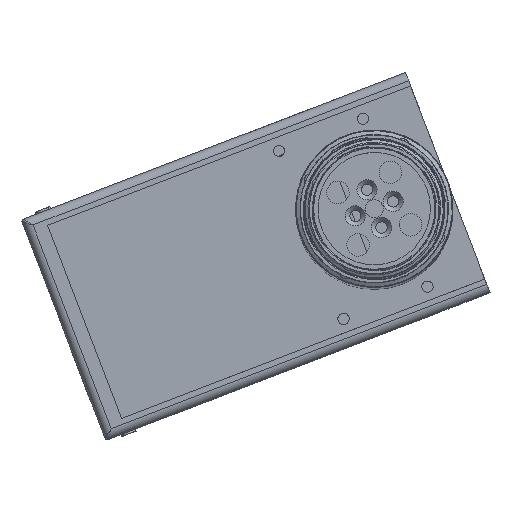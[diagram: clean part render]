
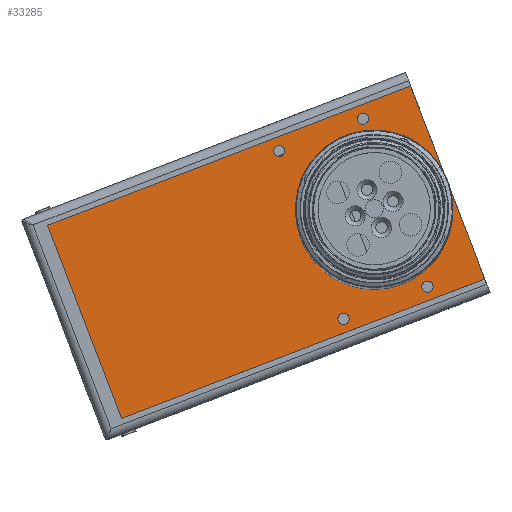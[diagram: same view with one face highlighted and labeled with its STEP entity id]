
A CAD part, top view. The second image highlights one B-rep face of the part: STEP entity #33285.
In plain terms, the highlighted face is planar.
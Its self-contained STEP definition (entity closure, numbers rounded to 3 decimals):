
#1208 = CIRCLE ( 'NONE', #27585, 35. ) ;
#1291 = VECTOR ( 'NONE', #43492, 1000. ) ;
#1299 = LINE ( 'NONE', #43491, #1291 ) ;
#1315 = LINE ( 'NONE', #43497, #1316 ) ;
#1316 = VECTOR ( 'NONE', #43498, 1000. ) ;
#1759 = LINE ( 'NONE', #44050, #1813 ) ;
#1766 = LINE ( 'NONE', #44058, #1826 ) ;
#1806 = CIRCLE ( 'NONE', #27792, 2.5 ) ;
#1812 = CIRCLE ( 'NONE', #27795, 2.5 ) ;
#1813 = VECTOR ( 'NONE', #44051, 1000. ) ;
#1814 = CIRCLE ( 'NONE', #27813, 2.5 ) ;
#1816 = LINE ( 'NONE', #44055, #1820 ) ;
#1820 = VECTOR ( 'NONE', #44056, 1000. ) ;
#1822 = CIRCLE ( 'NONE', #27810, 2.5 ) ;
#1826 = VECTOR ( 'NONE', #44059, 1000. ) ;
#1942 = PLANE ( 'NONE',  #13268 ) ;
#1945 = CARTESIAN_POINT ( 'NONE',  ( -35., 7., -46. ) ) ;
#1947 = DIRECTION ( 'NONE',  ( 0., 1., 0. ) ) ;
#1948 = DIRECTION ( 'NONE',  ( 0., 0., 1. ) ) ;
#2228 = CARTESIAN_POINT ( 'NONE',  ( 138., 7., 46. ) ) ;
#2230 = CARTESIAN_POINT ( 'NONE',  ( 138., 7., -46. ) ) ;
#3820 = CARTESIAN_POINT ( 'NONE',  ( -35., 7., 0. ) ) ;
#13268 = AXIS2_PLACEMENT_3D ( 'NONE', #1945, #1947, #1948 ) ;
#13804 = VERTEX_POINT ( 'NONE', #3820 ) ;
#13839 = VERTEX_POINT ( 'NONE', #35573 ) ;
#13848 = VERTEX_POINT ( 'NONE', #35582 ) ;
#16112 = VERTEX_POINT ( 'NONE', #2228 ) ;
#16113 = VERTEX_POINT ( 'NONE', #2230 ) ;
#27585 = AXIS2_PLACEMENT_3D ( 'NONE', #43140, #43200, #43201 ) ;
#27792 = AXIS2_PLACEMENT_3D ( 'NONE', #44038, #44039, #44040 ) ;
#27795 = AXIS2_PLACEMENT_3D ( 'NONE', #44044, #44046, #44047 ) ;
#27810 = AXIS2_PLACEMENT_3D ( 'NONE', #44052, #44053, #44054 ) ;
#27813 = AXIS2_PLACEMENT_3D ( 'NONE', #44041, #44048, #44049 ) ;
#33285 = ADVANCED_FACE ( 'NONE', ( #40650, #40648, #40658, #40660, #40655 ), #1942, .T. ) ;
#34859 = ORIENTED_EDGE ( 'NONE', *, *, #39267, .F. ) ;
#34860 = ORIENTED_EDGE ( 'NONE', *, *, #39258, .F. ) ;
#34861 = ORIENTED_EDGE ( 'NONE', *, *, #39263, .F. ) ;
#34862 = ORIENTED_EDGE ( 'NONE', *, *, #39261, .F. ) ;
#34863 = ORIENTED_EDGE ( 'NONE', *, *, #38678, .T. ) ;
#34864 = ORIENTED_EDGE ( 'NONE', *, *, #38527, .T. ) ;
#34865 = ORIENTED_EDGE ( 'NONE', *, *, #38686, .T. ) ;
#34866 = ORIENTED_EDGE ( 'NONE', *, *, #39265, .T. ) ;
#34867 = ORIENTED_EDGE ( 'NONE', *, *, #39270, .T. ) ;
#34868 = ORIENTED_EDGE ( 'NONE', *, *, #39268, .T. ) ;
#35016 = EDGE_LOOP ( 'NONE', ( #34859 ) ) ;
#35019 = EDGE_LOOP ( 'NONE', ( #34860 ) ) ;
#35020 = EDGE_LOOP ( 'NONE', ( #34861 ) ) ;
#35021 = EDGE_LOOP ( 'NONE', ( #34862 ) ) ;
#35022 = EDGE_LOOP ( 'NONE', ( #34863, #34864, #34865, #34866, #34867, #34868 ) ) ;
#35573 = CARTESIAN_POINT ( 'NONE',  ( -35., 7., -46. ) ) ;
#35582 = CARTESIAN_POINT ( 'NONE',  ( -35., 7., 46. ) ) ;
#38527 = EDGE_CURVE ( 'NONE', #13804, #13804, #1208, .T. ) ;
#38678 = EDGE_CURVE ( 'NONE', #13839, #13804, #1299, .T. ) ;
#38686 = EDGE_CURVE ( 'NONE', #13804, #13848, #1315, .T. ) ;
#39148 = VERTEX_POINT ( 'NONE', #39150 ) ;
#39150 = CARTESIAN_POINT ( 'NONE',  ( 30., 7., -37.5 ) ) ;
#39152 = VERTEX_POINT ( 'NONE', #39153 ) ;
#39153 = CARTESIAN_POINT ( 'NONE',  ( -10., 7., -37.5 ) ) ;
#39155 = VERTEX_POINT ( 'NONE', #39157 ) ;
#39157 = CARTESIAN_POINT ( 'NONE',  ( -10., 7., 42.5 ) ) ;
#39159 = VERTEX_POINT ( 'NONE', #39160 ) ;
#39160 = CARTESIAN_POINT ( 'NONE',  ( 30., 7., 42.5 ) ) ;
#39258 = EDGE_CURVE ( 'NONE', #39148, #39148, #1806, .T. ) ;
#39261 = EDGE_CURVE ( 'NONE', #39152, #39152, #1812, .T. ) ;
#39263 = EDGE_CURVE ( 'NONE', #39155, #39155, #1814, .T. ) ;
#39265 = EDGE_CURVE ( 'NONE', #13848, #16112, #1759, .T. ) ;
#39267 = EDGE_CURVE ( 'NONE', #39159, #39159, #1822, .T. ) ;
#39268 = EDGE_CURVE ( 'NONE', #16113, #13839, #1816, .T. ) ;
#39270 = EDGE_CURVE ( 'NONE', #16112, #16113, #1766, .T. ) ;
#40648 = FACE_BOUND ( 'NONE', #35019, .T. ) ;
#40650 = FACE_BOUND ( 'NONE', #35016, .T. ) ;
#40655 = FACE_OUTER_BOUND ( 'NONE', #35022, .T. ) ;
#40658 = FACE_BOUND ( 'NONE', #35020, .T. ) ;
#40660 = FACE_BOUND ( 'NONE', #35021, .T. ) ;
#43140 = CARTESIAN_POINT ( 'NONE',  ( 0., 7., 0. ) ) ;
#43200 = DIRECTION ( 'NONE',  ( 0., -1., 0. ) ) ;
#43201 = DIRECTION ( 'NONE',  ( 0., 0., 1. ) ) ;
#43491 = CARTESIAN_POINT ( 'NONE',  ( -35., 7., -46. ) ) ;
#43492 = DIRECTION ( 'NONE',  ( 0., 0., 1. ) ) ;
#43497 = CARTESIAN_POINT ( 'NONE',  ( -35., 7., -46. ) ) ;
#43498 = DIRECTION ( 'NONE',  ( 0., 0., 1. ) ) ;
#44038 = CARTESIAN_POINT ( 'NONE',  ( 30., 7., -40. ) ) ;
#44039 = DIRECTION ( 'NONE',  ( 0., 1., 0. ) ) ;
#44040 = DIRECTION ( 'NONE',  ( 0., 0., 1. ) ) ;
#44041 = CARTESIAN_POINT ( 'NONE',  ( -10., 7., 40. ) ) ;
#44044 = CARTESIAN_POINT ( 'NONE',  ( -10., 7., -40. ) ) ;
#44046 = DIRECTION ( 'NONE',  ( 0., 1., 0. ) ) ;
#44047 = DIRECTION ( 'NONE',  ( 0., 0., 1. ) ) ;
#44048 = DIRECTION ( 'NONE',  ( 0., 1., 0. ) ) ;
#44049 = DIRECTION ( 'NONE',  ( 0., 0., 1. ) ) ;
#44050 = CARTESIAN_POINT ( 'NONE',  ( 138., 7., 46. ) ) ;
#44051 = DIRECTION ( 'NONE',  ( 1., 0., 0. ) ) ;
#44052 = CARTESIAN_POINT ( 'NONE',  ( 30., 7., 40. ) ) ;
#44053 = DIRECTION ( 'NONE',  ( 0., 1., 0. ) ) ;
#44054 = DIRECTION ( 'NONE',  ( 0., 0., 1. ) ) ;
#44055 = CARTESIAN_POINT ( 'NONE',  ( 138., 7., -46. ) ) ;
#44056 = DIRECTION ( 'NONE',  ( -1., 0., 0. ) ) ;
#44058 = CARTESIAN_POINT ( 'NONE',  ( 138., 7., -46. ) ) ;
#44059 = DIRECTION ( 'NONE',  ( 0., 0., -1. ) ) ;
